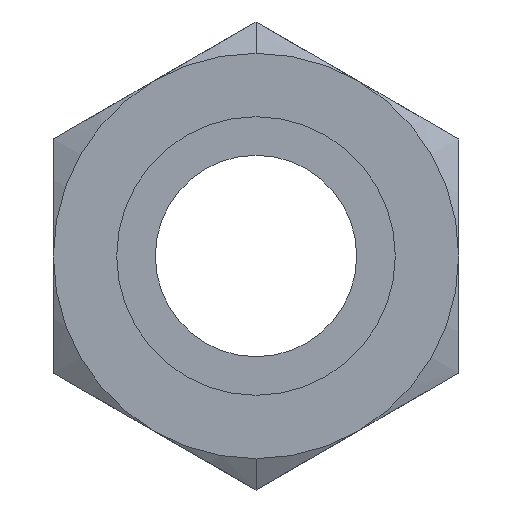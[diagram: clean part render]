
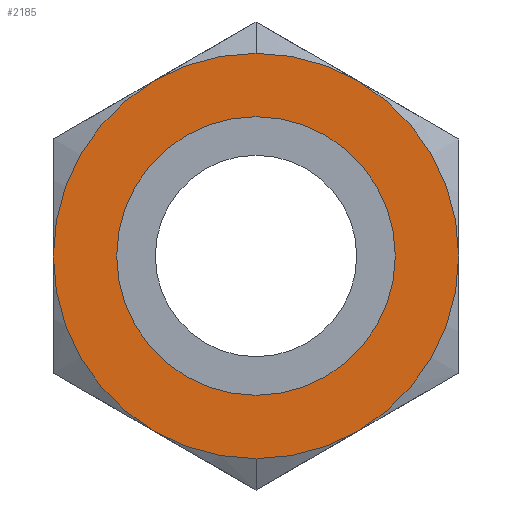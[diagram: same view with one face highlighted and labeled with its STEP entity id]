
A CAD part, left-side view. The second image highlights one B-rep face of the part: STEP entity #2185.
In plain terms, the highlighted planar face has unit normal (-1, 0, 0).
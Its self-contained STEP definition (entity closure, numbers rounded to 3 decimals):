
#248 = CARTESIAN_POINT ( 'NONE',  ( 0., 0., -16. ) ) ;
#250 = CIRCLE ( 'NONE', #4860, 16. ) ;
#312 = EDGE_CURVE ( 'NONE', #8523, #5058, #3986, .T. ) ;
#1006 = CARTESIAN_POINT ( 'NONE',  ( 0., 0., 0. ) ) ;
#1137 = PLANE ( 'NONE',  #7715 ) ;
#1318 = ORIENTED_EDGE ( 'NONE', *, *, #8522, .T. ) ;
#1442 = EDGE_CURVE ( 'NONE', #3375, #5203, #250, .T. ) ;
#1903 = CARTESIAN_POINT ( 'NONE',  ( 0., 0., 8. ) ) ;
#1943 = EDGE_LOOP ( 'NONE', ( #7758, #1318 ) ) ;
#2185 = ADVANCED_FACE ( 'NONE', ( #6940, #4997 ), #1137, .T. ) ;
#2765 = AXIS2_PLACEMENT_3D ( 'NONE', #8960, #5337, #6839 ) ;
#2873 = DIRECTION ( 'NONE',  ( 0., 0., 1. ) ) ;
#3202 = DIRECTION ( 'NONE',  ( 1., 0., 0. ) ) ;
#3375 = VERTEX_POINT ( 'NONE', #7839 ) ;
#3393 = DIRECTION ( 'NONE',  ( 0., 0., 1. ) ) ;
#3955 = DIRECTION ( 'NONE',  ( 1., 0., 0. ) ) ;
#3986 = CIRCLE ( 'NONE', #6920, 11. ) ;
#4081 = DIRECTION ( 'NONE',  ( 0., 0., 1. ) ) ;
#4158 = CARTESIAN_POINT ( 'NONE',  ( 0., 0., 11. ) ) ;
#4503 = ORIENTED_EDGE ( 'NONE', *, *, #6973, .F. ) ;
#4860 = AXIS2_PLACEMENT_3D ( 'NONE', #7587, #3202, #3393 ) ;
#4997 = FACE_OUTER_BOUND ( 'NONE', #7122, .T. ) ;
#5058 = VERTEX_POINT ( 'NONE', #4158 ) ;
#5082 = CIRCLE ( 'NONE', #6779, 11. ) ;
#5203 = VERTEX_POINT ( 'NONE', #248 ) ;
#5337 = DIRECTION ( 'NONE',  ( 1., 0., 0. ) ) ;
#6779 = AXIS2_PLACEMENT_3D ( 'NONE', #7262, #9484, #2873 ) ;
#6839 = DIRECTION ( 'NONE',  ( 0., 0., -1. ) ) ;
#6908 = DIRECTION ( 'NONE',  ( 0., 0., -1. ) ) ;
#6920 = AXIS2_PLACEMENT_3D ( 'NONE', #1006, #3955, #6908 ) ;
#6940 = FACE_BOUND ( 'NONE', #1943, .T. ) ;
#6973 = EDGE_CURVE ( 'NONE', #5203, #3375, #8456, .T. ) ;
#7122 = EDGE_LOOP ( 'NONE', ( #8135, #4503 ) ) ;
#7262 = CARTESIAN_POINT ( 'NONE',  ( 0., 0., 0. ) ) ;
#7587 = CARTESIAN_POINT ( 'NONE',  ( 0., 0., 0. ) ) ;
#7715 = AXIS2_PLACEMENT_3D ( 'NONE', #1903, #7794, #4081 ) ;
#7758 = ORIENTED_EDGE ( 'NONE', *, *, #312, .T. ) ;
#7794 = DIRECTION ( 'NONE',  ( -1., 0., 0. ) ) ;
#7839 = CARTESIAN_POINT ( 'NONE',  ( 0., 0., 16. ) ) ;
#8135 = ORIENTED_EDGE ( 'NONE', *, *, #1442, .F. ) ;
#8456 = CIRCLE ( 'NONE', #2765, 16. ) ;
#8522 = EDGE_CURVE ( 'NONE', #5058, #8523, #5082, .T. ) ;
#8523 = VERTEX_POINT ( 'NONE', #8753 ) ;
#8753 = CARTESIAN_POINT ( 'NONE',  ( 0., 0., -11. ) ) ;
#8960 = CARTESIAN_POINT ( 'NONE',  ( 0., 0., 0. ) ) ;
#9484 = DIRECTION ( 'NONE',  ( 1., 0., 0. ) ) ;
